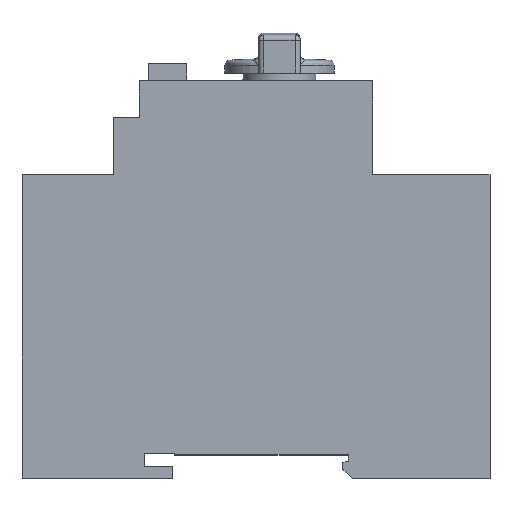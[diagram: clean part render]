
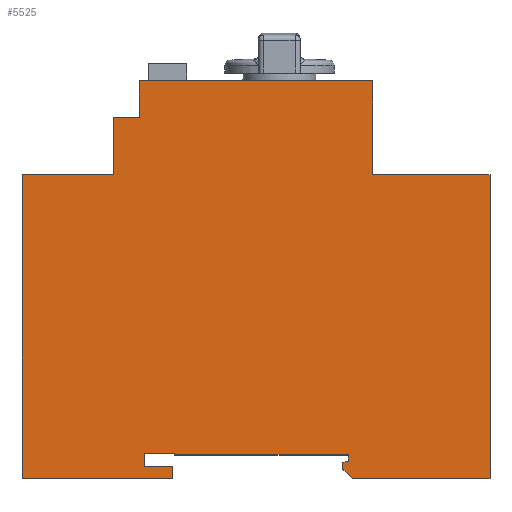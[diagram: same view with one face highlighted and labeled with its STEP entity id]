
A CAD part, top view. The second image highlights one B-rep face of the part: STEP entity #5525.
In plain terms, the highlighted free-form (B-spline) face has degree [1, 1] with [2, 2] control points.
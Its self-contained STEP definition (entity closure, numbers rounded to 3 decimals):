
#4907=CARTESIAN_POINT('V168',(22.45,53.85,
   22.35));
#4908=VERTEX_POINT('V168',#4907);
#4914=CARTESIAN_POINT('V169',(44.95,53.85,
   22.35));
#4915=VERTEX_POINT('V169',#4914);
#4916=CARTESIAN_POINT('E251',(22.45,53.85,
   22.35));
#4917=CARTESIAN_POINT('E251',(44.95,53.85,
   22.35));
#4918=QUASI_UNIFORM_CURVE('E251',1,(#4916,#4917),.POLYLINE_FORM.,.F.,
   .U.);
#4919=EDGE_CURVE('E251',#4908,#4915,#4918,.T.);
#4951=CARTESIAN_POINT('V164',(44.95,-4.5,
   22.35));
#4952=VERTEX_POINT('V164',#4951);
#4953=CARTESIAN_POINT('E250',(44.95,53.85,
   22.35));
#4954=CARTESIAN_POINT('E250',(44.95,-4.5,
   22.35));
#4955=B_SPLINE_CURVE_WITH_KNOTS('E250',1,(#4953,#4954),
   .POLYLINE_FORM.,.F.,.U.,(2,2),(0.0,1.305),
   .UNSPECIFIED.);
#4956=EDGE_CURVE('E250',#4915,#4952,#4955,.T.);
#4997=CARTESIAN_POINT('V162',(18.5,-4.5,
   22.35));
#4998=VERTEX_POINT('V162',#4997);
#4999=CARTESIAN_POINT('E244',(44.95,-4.5,
   22.35));
#5000=CARTESIAN_POINT('E244',(18.5,-4.5,
   22.35));
#5001=QUASI_UNIFORM_CURVE('E244',1,(#4999,#5000),.POLYLINE_FORM.,.F.,
   .U.);
#5002=EDGE_CURVE('E244',#4952,#4998,#5001,.T.);
#5025=CARTESIAN_POINT('V160',(16.7,-2.7,
   22.35));
#5026=VERTEX_POINT('V160',#5025);
#5027=CARTESIAN_POINT('E241',(18.5,-4.5,
   22.35));
#5028=CARTESIAN_POINT('E241',(16.7,-2.7,
   22.35));
#5029=QUASI_UNIFORM_CURVE('E241',1,(#5027,#5028),.POLYLINE_FORM.,.F.,
   .U.);
#5030=EDGE_CURVE('E241',#4998,#5026,#5029,.T.);
#5053=CARTESIAN_POINT('V158',(16.7,-1.468,
   22.35));
#5054=VERTEX_POINT('V158',#5053);
#5055=CARTESIAN_POINT('E238',(16.7,-2.7,
   22.35));
#5056=CARTESIAN_POINT('E238',(16.7,-1.468,
   22.35));
#5057=QUASI_UNIFORM_CURVE('E238',1,(#5055,#5056),.POLYLINE_FORM.,.F.,
   .U.);
#5058=EDGE_CURVE('E238',#5026,#5054,#5057,.T.);
#5081=CARTESIAN_POINT('V156',(17.7,-1.2,
   22.35));
#5082=VERTEX_POINT('V156',#5081);
#5083=CARTESIAN_POINT('E235',(16.7,-1.468,
   22.35));
#5084=CARTESIAN_POINT('E235',(17.7,-1.2,
   22.35));
#5085=QUASI_UNIFORM_CURVE('E235',1,(#5083,#5084),.POLYLINE_FORM.,.F.,
   .U.);
#5086=EDGE_CURVE('E235',#5054,#5082,#5085,.T.);
#5109=CARTESIAN_POINT('V154',(17.7,0.0,
   22.35));
#5110=VERTEX_POINT('V154',#5109);
#5111=CARTESIAN_POINT('E232',(17.7,-1.2,
   22.35));
#5112=CARTESIAN_POINT('E232',(17.7,0.0,
   22.35));
#5113=QUASI_UNIFORM_CURVE('E232',1,(#5111,#5112),.POLYLINE_FORM.,.F.,
   .U.);
#5114=EDGE_CURVE('E232',#5082,#5110,#5113,.T.);
#5137=CARTESIAN_POINT('V152',(-15.6,0.,
   22.35));
#5138=VERTEX_POINT('V152',#5137);
#5139=CARTESIAN_POINT('E229',(-15.6,0.,
   22.35));
#5140=CARTESIAN_POINT('E229',(17.7,0.0,
   22.35));
#5141=QUASI_UNIFORM_CURVE('E229',1,(#5139,#5140),.POLYLINE_FORM.,.F.,
   .U.);
#5142=EDGE_CURVE('E229',#5138,#5110,#5141,.T.);
#5165=CARTESIAN_POINT('V150',(-15.6,0.3,
   22.35));
#5166=VERTEX_POINT('V150',#5165);
#5167=CARTESIAN_POINT('E226',(-15.6,0.,
   22.35));
#5168=CARTESIAN_POINT('E226',(-15.6,0.3,
   22.35));
#5169=QUASI_UNIFORM_CURVE('E226',1,(#5167,#5168),.POLYLINE_FORM.,.F.,
   .U.);
#5170=EDGE_CURVE('E226',#5138,#5166,#5169,.T.);
#5193=CARTESIAN_POINT('V148',(-21.5,0.3,
   22.35));
#5194=VERTEX_POINT('V148',#5193);
#5195=CARTESIAN_POINT('E223',(-15.6,0.3,
   22.35));
#5196=CARTESIAN_POINT('E223',(-21.5,0.3,
   22.35));
#5197=QUASI_UNIFORM_CURVE('E223',1,(#5195,#5196),.POLYLINE_FORM.,.F.,
   .U.);
#5198=EDGE_CURVE('E223',#5166,#5194,#5197,.T.);
#5221=CARTESIAN_POINT('V146',(-21.5,-2.2,
   22.35));
#5222=VERTEX_POINT('V146',#5221);
#5223=CARTESIAN_POINT('E220',(-21.5,0.3,
   22.35));
#5224=CARTESIAN_POINT('E220',(-21.5,-2.2,
   22.35));
#5225=QUASI_UNIFORM_CURVE('E220',1,(#5223,#5224),.POLYLINE_FORM.,.F.,
   .U.);
#5226=EDGE_CURVE('E220',#5194,#5222,#5225,.T.);
#5249=CARTESIAN_POINT('V144',(-16.05,-2.2,
   22.35));
#5250=VERTEX_POINT('V144',#5249);
#5251=CARTESIAN_POINT('E217',(-21.5,-2.2,
   22.35));
#5252=CARTESIAN_POINT('E217',(-16.05,-2.2,
   22.35));
#5253=QUASI_UNIFORM_CURVE('E217',1,(#5251,#5252),.POLYLINE_FORM.,.F.,
   .U.);
#5254=EDGE_CURVE('E217',#5222,#5250,#5253,.T.);
#5277=CARTESIAN_POINT('V142',(-16.05,-4.5,
   22.35));
#5278=VERTEX_POINT('V142',#5277);
#5279=CARTESIAN_POINT('E214',(-16.05,-2.2,
   22.35));
#5280=CARTESIAN_POINT('E214',(-16.05,-4.5,
   22.35));
#5281=QUASI_UNIFORM_CURVE('E214',1,(#5279,#5280),.POLYLINE_FORM.,.F.,
   .U.);
#5282=EDGE_CURVE('E214',#5250,#5278,#5281,.T.);
#5305=CARTESIAN_POINT('V93',(-44.95,-4.5,
   22.35));
#5306=VERTEX_POINT('V93',#5305);
#5307=CARTESIAN_POINT('E211',(-16.05,-4.5,
   22.35));
#5308=CARTESIAN_POINT('E211',(-44.95,-4.5,
   22.35));
#5309=QUASI_UNIFORM_CURVE('E211',1,(#5307,#5308),.POLYLINE_FORM.,.F.,
   .U.);
#5310=EDGE_CURVE('E211',#5278,#5306,#5309,.T.);
#5333=CARTESIAN_POINT('V94',(-44.95,53.85,
   22.35));
#5334=VERTEX_POINT('V94',#5333);
#5335=CARTESIAN_POINT('E138',(-44.95,-4.5,
   22.35));
#5336=CARTESIAN_POINT('E138',(-44.95,53.85,
   22.35));
#5337=B_SPLINE_CURVE_WITH_KNOTS('E138',1,(#5335,#5336),
   .POLYLINE_FORM.,.F.,.U.,(2,2),(0.0,1.305),
   .UNSPECIFIED.);
#5338=EDGE_CURVE('E138',#5306,#5334,#5337,.T.);
#5379=CARTESIAN_POINT('V126',(-27.45,53.85,
   22.35));
#5380=VERTEX_POINT('V126',#5379);
#5381=CARTESIAN_POINT('E186',(-44.95,53.85,
   22.35));
#5382=CARTESIAN_POINT('E186',(-27.45,53.85,
   22.35));
#5383=QUASI_UNIFORM_CURVE('E186',1,(#5381,#5382),.POLYLINE_FORM.,.F.,
   .U.);
#5384=EDGE_CURVE('E186',#5334,#5380,#5383,.T.);
#5416=CARTESIAN_POINT('V140',(-27.45,64.85,
   22.35));
#5417=VERTEX_POINT('V140',#5416);
#5418=CARTESIAN_POINT('E208',(-27.45,53.85,
   22.35));
#5419=CARTESIAN_POINT('E208',(-27.45,64.85,
   22.35));
#5420=QUASI_UNIFORM_CURVE('E208',1,(#5418,#5419),.POLYLINE_FORM.,.F.,
   .U.);
#5421=EDGE_CURVE('E208',#5380,#5417,#5420,.T.);
#5444=CARTESIAN_POINT('V137',(-22.45,64.85,
   22.35));
#5445=VERTEX_POINT('V137',#5444);
#5446=CARTESIAN_POINT('E206',(-27.45,64.85,
   22.35));
#5447=CARTESIAN_POINT('E206',(-22.45,64.85,
   22.35));
#5448=QUASI_UNIFORM_CURVE('E206',1,(#5446,#5447),.POLYLINE_FORM.,.F.,
   .U.);
#5449=EDGE_CURVE('E206',#5417,#5445,#5448,.T.);
#5472=CARTESIAN_POINT('V138',(-22.45,71.85,
   22.35));
#5473=VERTEX_POINT('V138',#5472);
#5474=CARTESIAN_POINT('E202',(-22.45,64.85,
   22.35));
#5475=CARTESIAN_POINT('E202',(-22.45,71.85,
   22.35));
#5476=QUASI_UNIFORM_CURVE('E202',1,(#5474,#5475),.POLYLINE_FORM.,.F.,
   .U.);
#5477=EDGE_CURVE('E202',#5445,#5473,#5476,.T.);
#5487=CARTESIAN_POINT('F93',(-49.445,-8.318,
   22.35));
#5488=CARTESIAN_POINT('F93',(49.445,-8.318,
   22.35));
#5489=CARTESIAN_POINT('F93',(-49.445,75.668,
   22.35));
#5490=CARTESIAN_POINT('F93',(49.445,75.668,
   22.35));
#5491=QUASI_UNIFORM_SURFACE('F93',1,1,((#5487,#5489),(#5488,#5490))
,.PLANE_SURF.,.F.,.F.,.U.);
#5492=CARTESIAN_POINT('V167',(22.45,71.85,
   22.35));
#5493=VERTEX_POINT('V167',#5492);
#5494=CARTESIAN_POINT('E247',(22.45,71.85,
   22.35));
#5495=CARTESIAN_POINT('E247',(22.45,53.85,
   22.35));
#5496=QUASI_UNIFORM_CURVE('E247',1,(#5494,#5495),.POLYLINE_FORM.,.F.,
   .U.);
#5497=EDGE_CURVE('E247',#5493,#4908,#5496,.T.);
#5498=ORIENTED_EDGE('E247',*,*,#5497,.F.);
#5499=CARTESIAN_POINT('E249',(-22.45,71.85,
   22.35));
#5500=CARTESIAN_POINT('E249',(22.45,71.85,
   22.35));
#5501=QUASI_UNIFORM_CURVE('E249',1,(#5499,#5500),.POLYLINE_FORM.,.F.,
   .U.);
#5502=EDGE_CURVE('E249',#5473,#5493,#5501,.T.);
#5503=ORIENTED_EDGE('E249',*,*,#5502,.F.);
#5504=ORIENTED_EDGE('E202',*,*,#5477,.F.);
#5505=ORIENTED_EDGE('E206',*,*,#5449,.F.);
#5506=ORIENTED_EDGE('E208',*,*,#5421,.F.);
#5507=ORIENTED_EDGE('E186',*,*,#5384,.F.);
#5508=ORIENTED_EDGE('E138',*,*,#5338,.F.);
#5509=ORIENTED_EDGE('E211',*,*,#5310,.F.);
#5510=ORIENTED_EDGE('E214',*,*,#5282,.F.);
#5511=ORIENTED_EDGE('E217',*,*,#5254,.F.);
#5512=ORIENTED_EDGE('E220',*,*,#5226,.F.);
#5513=ORIENTED_EDGE('E223',*,*,#5198,.F.);
#5514=ORIENTED_EDGE('E226',*,*,#5170,.F.);
#5515=ORIENTED_EDGE('E229',*,*,#5142,.T.);
#5516=ORIENTED_EDGE('E232',*,*,#5114,.F.);
#5517=ORIENTED_EDGE('E235',*,*,#5086,.F.);
#5518=ORIENTED_EDGE('E238',*,*,#5058,.F.);
#5519=ORIENTED_EDGE('E241',*,*,#5030,.F.);
#5520=ORIENTED_EDGE('E244',*,*,#5002,.F.);
#5521=ORIENTED_EDGE('E250',*,*,#4956,.F.);
#5522=ORIENTED_EDGE('E251',*,*,#4919,.F.);
#5523=EDGE_LOOP('F93',(#5498,#5503,#5504,#5505,#5506,#5507,#5508,
   #5509,#5510,#5511,#5512,#5513,#5514,#5515,#5516,#5517,#5518,#5519,
   #5520,#5521,#5522));
#5524=FACE_OUTER_BOUND('F93',#5523,.T.);
#5525=ADVANCED_FACE('F93',(#5524),#5491,.T.);
